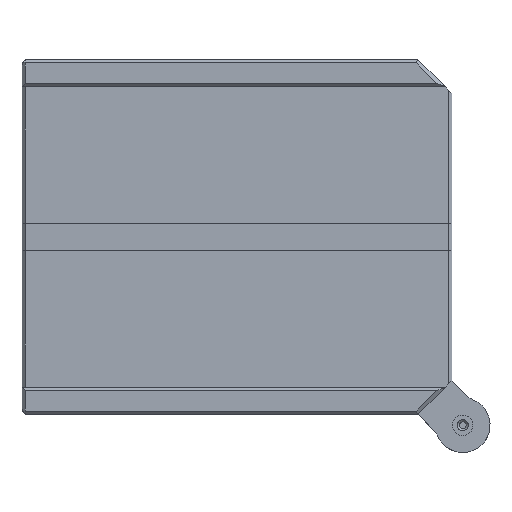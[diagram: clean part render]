
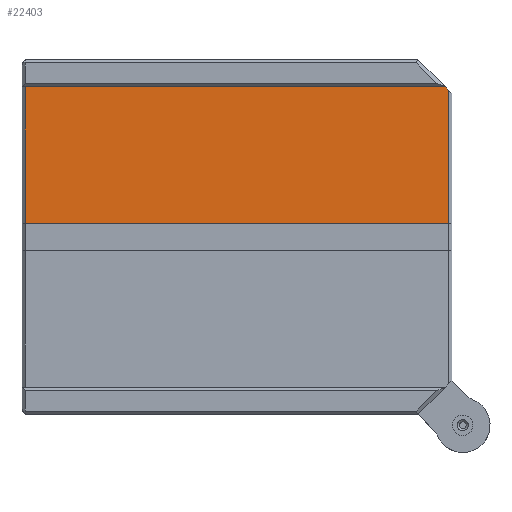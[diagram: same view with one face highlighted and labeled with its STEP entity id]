
A CAD part, front view. The second image highlights one B-rep face of the part: STEP entity #22403.
In plain terms, the highlighted planar face has unit normal (0, -1, 0).
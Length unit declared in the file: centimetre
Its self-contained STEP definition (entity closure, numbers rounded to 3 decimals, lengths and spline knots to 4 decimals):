
#3477 = VECTOR ( 'NONE', #22873, 100. ) ;
#3800 = LINE ( 'NONE', #21395, #4018 ) ;
#4018 = VECTOR ( 'NONE', #21361, 100. ) ;
#4036 = LINE ( 'NONE', #9305, #14842 ) ;
#4436 = LINE ( 'NONE', #23220, #3477 ) ;
#4734 = VERTEX_POINT ( 'NONE', #25851 ) ;
#5447 = AXIS2_PLACEMENT_3D ( 'NONE', #25179, #25176, #25140 ) ;
#5594 = VERTEX_POINT ( 'NONE', #18977 ) ;
#6779 = FACE_OUTER_BOUND ( 'NONE', #19649, .T. ) ;
#7890 = CARTESIAN_POINT ( 'NONE',  ( 3.15, 0.1, 2.1 ) ) ;
#7907 = DIRECTION ( 'NONE',  ( -0.707, 0., 0.707 ) ) ;
#8389 = EDGE_CURVE ( 'NONE', #26839, #5594, #3800, .T. ) ;
#9305 = CARTESIAN_POINT ( 'NONE',  ( -3.15, 0.1, 2.2 ) ) ;
#9424 = DIRECTION ( 'NONE',  ( 1., 0., 0. ) ) ;
#12677 = VECTOR ( 'NONE', #16761, 100. ) ;
#12704 = LINE ( 'NONE', #23632, #12677 ) ;
#13275 = EDGE_CURVE ( 'NONE', #18874, #26839, #12704, .T. ) ;
#14604 = VECTOR ( 'NONE', #7907, 100. ) ;
#14842 = VECTOR ( 'NONE', #9424, 100. ) ;
#14924 = LINE ( 'NONE', #7890, #14604 ) ;
#16761 = DIRECTION ( 'NONE',  ( 0., 0., -1. ) ) ;
#18874 = VERTEX_POINT ( 'NONE', #22323 ) ;
#18977 = CARTESIAN_POINT ( 'NONE',  ( 3.1, 0.1, 0.2 ) ) ;
#19649 = EDGE_LOOP ( 'NONE', ( #25954, #26017, #26037, #26196, #26328 ) ) ;
#21361 = DIRECTION ( 'NONE',  ( 1., 0., 0. ) ) ;
#21395 = CARTESIAN_POINT ( 'NONE',  ( -3.15, 0.1, 0.2 ) ) ;
#22075 = CARTESIAN_POINT ( 'NONE',  ( 3.05, 0.1, 2.2 ) ) ;
#22323 = CARTESIAN_POINT ( 'NONE',  ( -3.1, 0.1, 2.2 ) ) ;
#22403 = ADVANCED_FACE ( 'NONE', ( #6779 ), #25497, .F. ) ;
#22545 = VERTEX_POINT ( 'NONE', #22075 ) ;
#22873 = DIRECTION ( 'NONE',  ( 0., 0., 1. ) ) ;
#23220 = CARTESIAN_POINT ( 'NONE',  ( 3.1, 0.1, -2.2 ) ) ;
#23396 = EDGE_CURVE ( 'NONE', #4734, #22545, #14924, .T. ) ;
#23632 = CARTESIAN_POINT ( 'NONE',  ( -3.1, 0.1, -2.2 ) ) ;
#24625 = EDGE_CURVE ( 'NONE', #5594, #4734, #4436, .T. ) ;
#25140 = DIRECTION ( 'NONE',  ( 0., 0., 1. ) ) ;
#25176 = DIRECTION ( 'NONE',  ( 0., 1., 0. ) ) ;
#25179 = CARTESIAN_POINT ( 'NONE',  ( -3.15, 0.1, -2.2 ) ) ;
#25497 = PLANE ( 'NONE',  #5447 ) ;
#25850 = EDGE_CURVE ( 'NONE', #18874, #22545, #4036, .T. ) ;
#25851 = CARTESIAN_POINT ( 'NONE',  ( 3.1, 0.1, 2.15 ) ) ;
#25867 = CARTESIAN_POINT ( 'NONE',  ( -3.1, 0.1, 0.2 ) ) ;
#25954 = ORIENTED_EDGE ( 'NONE', *, *, #8389, .T. ) ;
#26017 = ORIENTED_EDGE ( 'NONE', *, *, #24625, .T. ) ;
#26037 = ORIENTED_EDGE ( 'NONE', *, *, #23396, .T. ) ;
#26196 = ORIENTED_EDGE ( 'NONE', *, *, #25850, .F. ) ;
#26328 = ORIENTED_EDGE ( 'NONE', *, *, #13275, .T. ) ;
#26839 = VERTEX_POINT ( 'NONE', #25867 ) ;
